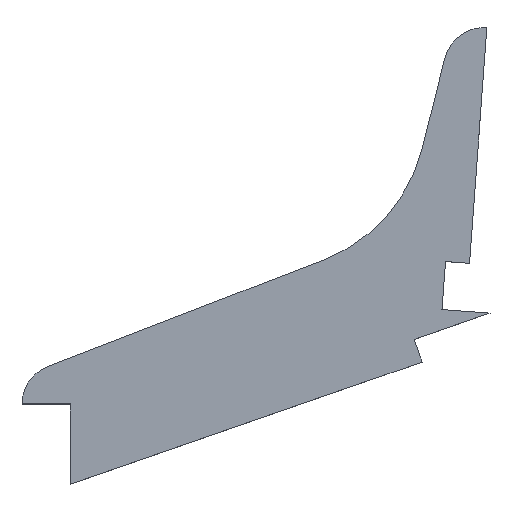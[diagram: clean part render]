
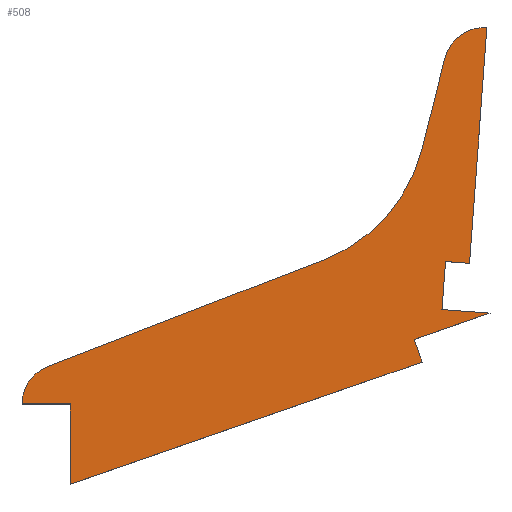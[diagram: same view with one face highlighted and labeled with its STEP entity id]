
A CAD part, top view. The second image highlights one B-rep face of the part: STEP entity #508.
In plain terms, the highlighted planar face has unit normal (0, 0, 1).
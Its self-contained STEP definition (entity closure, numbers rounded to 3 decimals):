
#42=CARTESIAN_POINT('Vertex',(68.,-7.,4.)) ;
#56=CARTESIAN_POINT('Vertex',(74.,-7.,4.)) ;
#59=CARTESIAN_POINT('Line Origine',(71.,-7.,4.)) ;
#87=CARTESIAN_POINT('Vertex',(74.,-17.,4.)) ;
#90=CARTESIAN_POINT('Line Origine',(74.,-12.,4.)) ;
#118=CARTESIAN_POINT('Vertex',(117.862,-1.783,4.)) ;
#121=CARTESIAN_POINT('Line Origine',(95.931,-9.391,4.)) ;
#149=CARTESIAN_POINT('Vertex',(116.879,1.052,4.)) ;
#152=CARTESIAN_POINT('Line Origine',(117.371,-0.365,4.)) ;
#180=CARTESIAN_POINT('Vertex',(126.326,4.329,4.)) ;
#183=CARTESIAN_POINT('Line Origine',(121.603,2.691,4.)) ;
#211=CARTESIAN_POINT('Vertex',(120.343,4.769,4.)) ;
#214=CARTESIAN_POINT('Line Origine',(123.335,4.549,4.)) ;
#242=CARTESIAN_POINT('Vertex',(120.783,10.753,4.)) ;
#245=CARTESIAN_POINT('Line Origine',(120.563,7.761,4.)) ;
#273=CARTESIAN_POINT('Vertex',(123.775,10.533,4.)) ;
#276=CARTESIAN_POINT('Line Origine',(122.279,10.643,4.)) ;
#304=CARTESIAN_POINT('Vertex',(125.933,39.892,4.)) ;
#307=CARTESIAN_POINT('Line Origine',(124.854,25.213,4.)) ;
#335=CARTESIAN_POINT('Vertex',(120.719,36.133,4.)) ;
#338=CARTESIAN_POINT('Axis2P3D Location',(125.567,34.906,4.)) ;
#366=CARTESIAN_POINT('Vertex',(117.833,24.73,4.)) ;
#369=CARTESIAN_POINT('Line Origine',(119.276,30.431,4.)) ;
#397=CARTESIAN_POINT('Vertex',(105.655,10.983,4.)) ;
#400=CARTESIAN_POINT('Axis2P3D Location',(98.445,29.638,4.)) ;
#428=CARTESIAN_POINT('Vertex',(71.197,-2.336,4.)) ;
#431=CARTESIAN_POINT('Line Origine',(88.426,4.323,4.)) ;
#453=CARTESIAN_POINT('Axis2P3D Location',(73.,-7.,4.)) ;
#487=CARTESIAN_POINT('Axis2P3D Location',(0.,0.,4.)) ;
#61=VECTOR('Line Direction',#60,1.) ;
#92=VECTOR('Line Direction',#91,1.) ;
#123=VECTOR('Line Direction',#122,1.) ;
#154=VECTOR('Line Direction',#153,1.) ;
#185=VECTOR('Line Direction',#184,1.) ;
#216=VECTOR('Line Direction',#215,1.) ;
#247=VECTOR('Line Direction',#246,1.) ;
#278=VECTOR('Line Direction',#277,1.) ;
#309=VECTOR('Line Direction',#308,1.) ;
#371=VECTOR('Line Direction',#370,1.) ;
#433=VECTOR('Line Direction',#432,1.) ;
#60=DIRECTION('Vector Direction',(1.,0.,0.)) ;
#91=DIRECTION('Vector Direction',(0.,-1.,0.)) ;
#122=DIRECTION('Vector Direction',(0.945,0.328,0.)) ;
#153=DIRECTION('Vector Direction',(-0.328,0.945,0.)) ;
#184=DIRECTION('Vector Direction',(0.945,0.328,0.)) ;
#215=DIRECTION('Vector Direction',(-0.997,0.073,0.)) ;
#246=DIRECTION('Vector Direction',(0.073,0.997,0.)) ;
#277=DIRECTION('Vector Direction',(0.997,-0.073,0.)) ;
#308=DIRECTION('Vector Direction',(0.073,0.997,0.)) ;
#339=DIRECTION('Axis2P3D Direction',(0.,0.,1.)) ;
#370=DIRECTION('Vector Direction',(-0.245,-0.969,0.)) ;
#401=DIRECTION('Axis2P3D Direction',(0.,0.,1.)) ;
#432=DIRECTION('Vector Direction',(0.933,0.361,0.)) ;
#454=DIRECTION('Axis2P3D Direction',(0.,0.,1.)) ;
#488=DIRECTION('Axis2P3D Direction',(0.,0.,1.)) ;
#489=DIRECTION('Axis2P3D XDirection',(1.,0.,0.)) ;
#340=AXIS2_PLACEMENT_3D('Circle Axis2P3D',#338,#339,$) ;
#402=AXIS2_PLACEMENT_3D('Circle Axis2P3D',#400,#401,$) ;
#455=AXIS2_PLACEMENT_3D('Circle Axis2P3D',#453,#454,$) ;
#490=AXIS2_PLACEMENT_3D('Plane Axis2P3D',#487,#488,#489) ;
#62=LINE('Line',#59,#61) ;
#93=LINE('Line',#90,#92) ;
#124=LINE('Line',#121,#123) ;
#155=LINE('Line',#152,#154) ;
#186=LINE('Line',#183,#185) ;
#217=LINE('Line',#214,#216) ;
#248=LINE('Line',#245,#247) ;
#279=LINE('Line',#276,#278) ;
#310=LINE('Line',#307,#309) ;
#372=LINE('Line',#369,#371) ;
#434=LINE('Line',#431,#433) ;
#341=CIRCLE('generated circle',#340,5.) ;
#403=CIRCLE('generated circle',#402,20.) ;
#456=CIRCLE('generated circle',#455,5.) ;
#491=PLANE('',#490) ;
#63=EDGE_CURVE('',#43,#57,#62,.T.) ;
#94=EDGE_CURVE('',#57,#88,#93,.T.) ;
#125=EDGE_CURVE('',#88,#119,#124,.T.) ;
#156=EDGE_CURVE('',#119,#150,#155,.T.) ;
#187=EDGE_CURVE('',#150,#181,#186,.T.) ;
#218=EDGE_CURVE('',#181,#212,#217,.T.) ;
#249=EDGE_CURVE('',#212,#243,#248,.T.) ;
#280=EDGE_CURVE('',#243,#274,#279,.T.) ;
#311=EDGE_CURVE('',#274,#305,#310,.T.) ;
#342=EDGE_CURVE('',#305,#336,#341,.T.) ;
#373=EDGE_CURVE('',#336,#367,#372,.T.) ;
#404=EDGE_CURVE('',#367,#398,#403,.F.) ;
#435=EDGE_CURVE('',#398,#429,#434,.F.) ;
#457=EDGE_CURVE('',#429,#43,#456,.T.) ;
#493=ORIENTED_EDGE('',*,*,#63,.T.) ;
#494=ORIENTED_EDGE('',*,*,#94,.T.) ;
#495=ORIENTED_EDGE('',*,*,#125,.T.) ;
#496=ORIENTED_EDGE('',*,*,#156,.T.) ;
#497=ORIENTED_EDGE('',*,*,#187,.T.) ;
#498=ORIENTED_EDGE('',*,*,#218,.T.) ;
#499=ORIENTED_EDGE('',*,*,#249,.T.) ;
#500=ORIENTED_EDGE('',*,*,#280,.T.) ;
#501=ORIENTED_EDGE('',*,*,#311,.T.) ;
#502=ORIENTED_EDGE('',*,*,#342,.T.) ;
#503=ORIENTED_EDGE('',*,*,#373,.T.) ;
#504=ORIENTED_EDGE('',*,*,#404,.T.) ;
#505=ORIENTED_EDGE('',*,*,#435,.T.) ;
#506=ORIENTED_EDGE('',*,*,#457,.T.) ;
#492=EDGE_LOOP('',(#493,#494,#495,#496,#497,#498,#499,#500,#501,#502,#503,#504,#505,#506)) ;
#43=VERTEX_POINT('',#42) ;
#57=VERTEX_POINT('',#56) ;
#88=VERTEX_POINT('',#87) ;
#119=VERTEX_POINT('',#118) ;
#150=VERTEX_POINT('',#149) ;
#181=VERTEX_POINT('',#180) ;
#212=VERTEX_POINT('',#211) ;
#243=VERTEX_POINT('',#242) ;
#274=VERTEX_POINT('',#273) ;
#305=VERTEX_POINT('',#304) ;
#336=VERTEX_POINT('',#335) ;
#367=VERTEX_POINT('',#366) ;
#398=VERTEX_POINT('',#397) ;
#429=VERTEX_POINT('',#428) ;
#508=ADVANCED_FACE('PartBody',(#507),#491,.T.) ;
#507=FACE_OUTER_BOUND('',#492,.T.) ;
